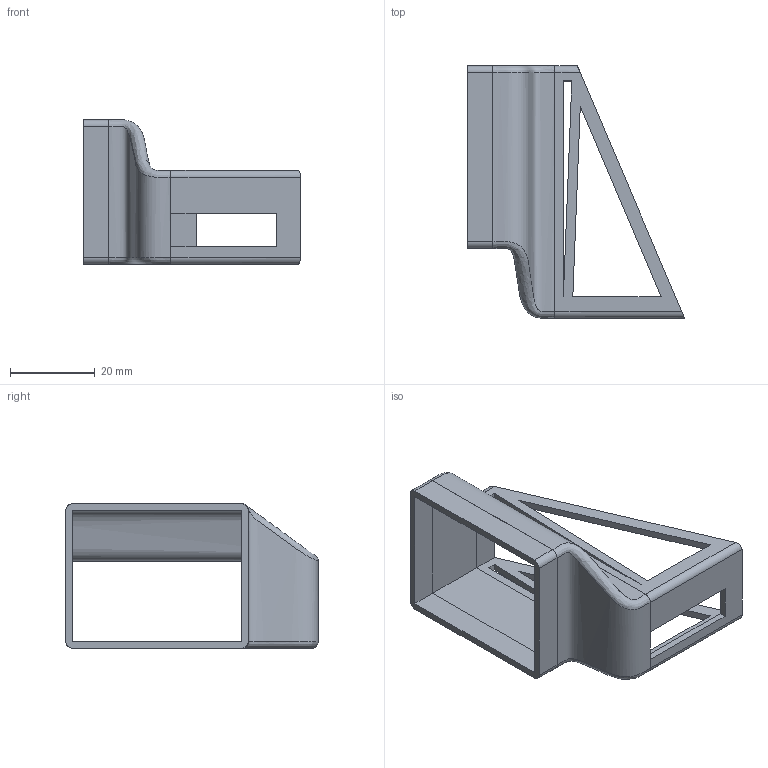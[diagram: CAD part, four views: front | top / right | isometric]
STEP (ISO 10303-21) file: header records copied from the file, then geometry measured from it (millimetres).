
FILE_DESCRIPTION(('FreeCAD Model'),'2;1');
FILE_NAME('Open CASCADE Shape Model','2022-11-05T12:56:37',('Author'),( ''),'Open CASCADE STEP processor 7.5','FreeCAD','Unknown');
FILE_SCHEMA(('AUTOMOTIVE_DESIGN { 1 0 10303 214 1 1 1 1 }'));
Length unit declared in the file: millimetre
Products named in the file (4): alveo_u50_fan_4_2W_just_bridge; Body; Body001; Body002
Assembly tree (3 placements, depth 2):
  alveo_u50_fan_4_2W_just_bridge
    Body
    Body001
    Body002
Bounding box: 51.38 x 59.72 x 34.21 mm (x, y, z)
Volume: 8610.5 mm3; surface area: 13030.4 mm2
Topology: 3 solids, 3 shells, 57 faces, 160 edges, 104 vertices
Faces by surface type: plane 39, cylinder 8, bspline 8, offset 2
Entity records: 10398 total; most frequent: CARTESIAN_POINT 7335, DIRECTION 498, LINE 354, VECTOR 354, ORIENTED_EDGE 312, PCURVE 312, DEFINITIONAL_REPRESENTATION 312, EDGE_CURVE 156
